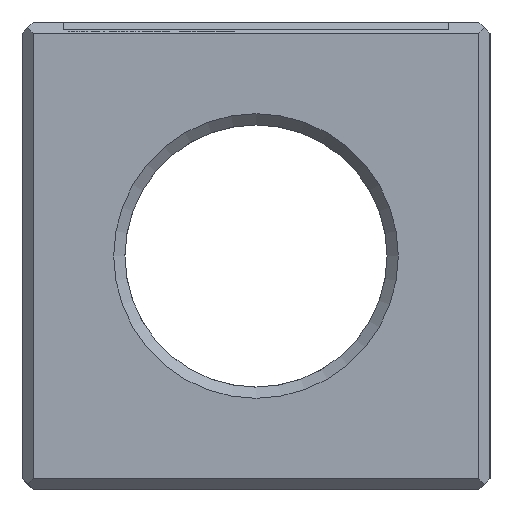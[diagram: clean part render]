
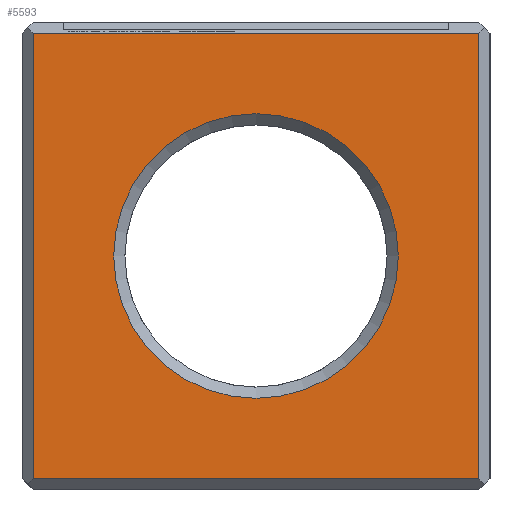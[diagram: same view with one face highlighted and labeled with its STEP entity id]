
A CAD part, left-side view. The second image highlights one B-rep face of the part: STEP entity #5593.
In plain terms, the highlighted planar face has unit normal (-1, 0, 0).
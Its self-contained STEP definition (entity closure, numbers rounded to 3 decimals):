
#72 = PLANE('',#73);
#73 = AXIS2_PLACEMENT_3D('',#74,#75,#76);
#74 = CARTESIAN_POINT('',(0.,0.,0.3));
#75 = DIRECTION('',(-0.707,0.,-0.707)
  );
#76 = DIRECTION('',(0.707,0.,-0.707));
#1202 = PLANE('',#1203);
#1203 = AXIS2_PLACEMENT_3D('',#1204,#1205,#1206);
#1204 = CARTESIAN_POINT('',(0.3,12.5,0.));
#1205 = DIRECTION('',(0.707,-0.707,0.));
#1206 = DIRECTION('',(-0.707,-0.707,0.));
#1433 = PLANE('',#1434);
#1434 = AXIS2_PLACEMENT_3D('',#1435,#1436,#1437);
#1435 = CARTESIAN_POINT('',(0.3,0.,0.));
#1436 = DIRECTION('',(-0.707,-0.707,0.));
#1437 = DIRECTION('',(-0.707,0.707,0.));
#1501 = VERTEX_POINT('',#1502);
#1502 = CARTESIAN_POINT('',(0.,0.3,0.3));
#1523 = EDGE_CURVE('',#1501,#1524,#1526,.T.);
#1524 = VERTEX_POINT('',#1525);
#1525 = CARTESIAN_POINT('',(0.,12.2,0.3));
#1526 = SURFACE_CURVE('',#1527,(#1531,#1538),.PCURVE_S1.);
#1527 = LINE('',#1528,#1529);
#1528 = CARTESIAN_POINT('',(0.,0.,0.3));
#1529 = VECTOR('',#1530,1.);
#1530 = DIRECTION('',(0.,1.,0.));
#1531 = PCURVE('',#72,#1532);
#1532 = DEFINITIONAL_REPRESENTATION('',(#1533),#1537);
#1533 = LINE('',#1534,#1535);
#1534 = CARTESIAN_POINT('',(0.,0.));
#1535 = VECTOR('',#1536,1.);
#1536 = DIRECTION('',(0.,-1.));
#1537 = ( GEOMETRIC_REPRESENTATION_CONTEXT(2) 
PARAMETRIC_REPRESENTATION_CONTEXT() REPRESENTATION_CONTEXT('2D SPACE',''
  ) );
#1538 = PCURVE('',#1539,#1544);
#1539 = PLANE('',#1540);
#1540 = AXIS2_PLACEMENT_3D('',#1541,#1542,#1543);
#1541 = CARTESIAN_POINT('',(0.,12.5,0.));
#1542 = DIRECTION('',(1.,0.,0.));
#1543 = DIRECTION('',(0.,-1.,0.));
#1544 = DEFINITIONAL_REPRESENTATION('',(#1545),#1549);
#1545 = LINE('',#1546,#1547);
#1546 = CARTESIAN_POINT('',(12.5,-0.3));
#1547 = VECTOR('',#1548,1.);
#1548 = DIRECTION('',(-1.,0.));
#1549 = ( GEOMETRIC_REPRESENTATION_CONTEXT(2) 
PARAMETRIC_REPRESENTATION_CONTEXT() REPRESENTATION_CONTEXT('2D SPACE',''
  ) );
#4250 = VERTEX_POINT('',#4251);
#4251 = CARTESIAN_POINT('',(0.,12.2,12.2));
#4265 = PLANE('',#4266);
#4266 = AXIS2_PLACEMENT_3D('',#4267,#4268,#4269);
#4267 = CARTESIAN_POINT('',(0.3,0.,12.5));
#4268 = DIRECTION('',(-0.707,0.,0.707
    ));
#4269 = DIRECTION('',(-0.707,0.,-0.707
    ));
#4277 = EDGE_CURVE('',#1524,#4250,#4278,.T.);
#4278 = SURFACE_CURVE('',#4279,(#4283,#4290),.PCURVE_S1.);
#4279 = LINE('',#4280,#4281);
#4280 = CARTESIAN_POINT('',(0.,12.2,0.));
#4281 = VECTOR('',#4282,1.);
#4282 = DIRECTION('',(0.,0.,1.));
#4283 = PCURVE('',#1202,#4284);
#4284 = DEFINITIONAL_REPRESENTATION('',(#4285),#4289);
#4285 = LINE('',#4286,#4287);
#4286 = CARTESIAN_POINT('',(0.424,0.));
#4287 = VECTOR('',#4288,1.);
#4288 = DIRECTION('',(0.,-1.));
#4289 = ( GEOMETRIC_REPRESENTATION_CONTEXT(2) 
PARAMETRIC_REPRESENTATION_CONTEXT() REPRESENTATION_CONTEXT('2D SPACE',''
  ) );
#4290 = PCURVE('',#1539,#4291);
#4291 = DEFINITIONAL_REPRESENTATION('',(#4292),#4296);
#4292 = LINE('',#4293,#4294);
#4293 = CARTESIAN_POINT('',(0.3,0.));
#4294 = VECTOR('',#4295,1.);
#4295 = DIRECTION('',(0.,-1.));
#4296 = ( GEOMETRIC_REPRESENTATION_CONTEXT(2) 
PARAMETRIC_REPRESENTATION_CONTEXT() REPRESENTATION_CONTEXT('2D SPACE',''
  ) );
#5550 = VERTEX_POINT('',#5551);
#5551 = CARTESIAN_POINT('',(0.,0.3,12.2));
#5572 = EDGE_CURVE('',#1501,#5550,#5573,.T.);
#5573 = SURFACE_CURVE('',#5574,(#5578,#5585),.PCURVE_S1.);
#5574 = LINE('',#5575,#5576);
#5575 = CARTESIAN_POINT('',(0.,0.3,0.));
#5576 = VECTOR('',#5577,1.);
#5577 = DIRECTION('',(0.,0.,1.));
#5578 = PCURVE('',#1433,#5579);
#5579 = DEFINITIONAL_REPRESENTATION('',(#5580),#5584);
#5580 = LINE('',#5581,#5582);
#5581 = CARTESIAN_POINT('',(0.424,0.));
#5582 = VECTOR('',#5583,1.);
#5583 = DIRECTION('',(0.,-1.));
#5584 = ( GEOMETRIC_REPRESENTATION_CONTEXT(2) 
PARAMETRIC_REPRESENTATION_CONTEXT() REPRESENTATION_CONTEXT('2D SPACE',''
  ) );
#5585 = PCURVE('',#1539,#5586);
#5586 = DEFINITIONAL_REPRESENTATION('',(#5587),#5591);
#5587 = LINE('',#5588,#5589);
#5588 = CARTESIAN_POINT('',(12.2,0.));
#5589 = VECTOR('',#5590,1.);
#5590 = DIRECTION('',(0.,-1.));
#5591 = ( GEOMETRIC_REPRESENTATION_CONTEXT(2) 
PARAMETRIC_REPRESENTATION_CONTEXT() REPRESENTATION_CONTEXT('2D SPACE',''
  ) );
#5593 = ADVANCED_FACE('',(#5594,#5620),#1539,.F.);
#5594 = FACE_BOUND('',#5595,.F.);
#5595 = EDGE_LOOP('',(#5596,#5597,#5598,#5599));
#5596 = ORIENTED_EDGE('',*,*,#5572,.F.);
#5597 = ORIENTED_EDGE('',*,*,#1523,.T.);
#5598 = ORIENTED_EDGE('',*,*,#4277,.T.);
#5599 = ORIENTED_EDGE('',*,*,#5600,.F.);
#5600 = EDGE_CURVE('',#5550,#4250,#5601,.T.);
#5601 = SURFACE_CURVE('',#5602,(#5606,#5613),.PCURVE_S1.);
#5602 = LINE('',#5603,#5604);
#5603 = CARTESIAN_POINT('',(0.,0.,12.2));
#5604 = VECTOR('',#5605,1.);
#5605 = DIRECTION('',(0.,1.,0.));
#5606 = PCURVE('',#1539,#5607);
#5607 = DEFINITIONAL_REPRESENTATION('',(#5608),#5612);
#5608 = LINE('',#5609,#5610);
#5609 = CARTESIAN_POINT('',(12.5,-12.2));
#5610 = VECTOR('',#5611,1.);
#5611 = DIRECTION('',(-1.,0.));
#5612 = ( GEOMETRIC_REPRESENTATION_CONTEXT(2) 
PARAMETRIC_REPRESENTATION_CONTEXT() REPRESENTATION_CONTEXT('2D SPACE',''
  ) );
#5613 = PCURVE('',#4265,#5614);
#5614 = DEFINITIONAL_REPRESENTATION('',(#5615),#5619);
#5615 = LINE('',#5616,#5617);
#5616 = CARTESIAN_POINT('',(0.424,0.));
#5617 = VECTOR('',#5618,1.);
#5618 = DIRECTION('',(0.,-1.));
#5619 = ( GEOMETRIC_REPRESENTATION_CONTEXT(2) 
PARAMETRIC_REPRESENTATION_CONTEXT() REPRESENTATION_CONTEXT('2D SPACE',''
  ) );
#5620 = FACE_BOUND('',#5621,.F.);
#5621 = EDGE_LOOP('',(#5622));
#5622 = ORIENTED_EDGE('',*,*,#5623,.T.);
#5623 = EDGE_CURVE('',#5624,#5624,#5626,.T.);
#5624 = VERTEX_POINT('',#5625);
#5625 = CARTESIAN_POINT('',(0.,2.45,6.25));
#5626 = SURFACE_CURVE('',#5627,(#5632,#5643),.PCURVE_S1.);
#5627 = CIRCLE('',#5628,3.8);
#5628 = AXIS2_PLACEMENT_3D('',#5629,#5630,#5631);
#5629 = CARTESIAN_POINT('',(0.,6.25,6.25));
#5630 = DIRECTION('',(-1.,0.,0.));
#5631 = DIRECTION('',(0.,-1.,0.));
#5632 = PCURVE('',#1539,#5633);
#5633 = DEFINITIONAL_REPRESENTATION('',(#5634),#5642);
#5634 = ( BOUNDED_CURVE() B_SPLINE_CURVE(2,(#5635,#5636,#5637,#5638,
#5639,#5640,#5641),.UNSPECIFIED.,.T.,.F.) B_SPLINE_CURVE_WITH_KNOTS((1,2
    ,2,2,2,1),(-2.094,0.,2.094,4.189,
6.283,8.378),.UNSPECIFIED.) CURVE() 
GEOMETRIC_REPRESENTATION_ITEM() RATIONAL_B_SPLINE_CURVE((1.,0.5,1.,0.5,
1.,0.5,1.)) REPRESENTATION_ITEM('') );
#5635 = CARTESIAN_POINT('',(10.05,-6.25));
#5636 = CARTESIAN_POINT('',(10.05,-12.832));
#5637 = CARTESIAN_POINT('',(4.35,-9.541));
#5638 = CARTESIAN_POINT('',(-1.35,-6.25));
#5639 = CARTESIAN_POINT('',(4.35,-2.959));
#5640 = CARTESIAN_POINT('',(10.05,0.332));
#5641 = CARTESIAN_POINT('',(10.05,-6.25));
#5642 = ( GEOMETRIC_REPRESENTATION_CONTEXT(2) 
PARAMETRIC_REPRESENTATION_CONTEXT() REPRESENTATION_CONTEXT('2D SPACE',''
  ) );
#5643 = PCURVE('',#5644,#5649);
#5644 = CONICAL_SURFACE('',#5645,3.5,0.785);
#5645 = AXIS2_PLACEMENT_3D('',#5646,#5647,#5648);
#5646 = CARTESIAN_POINT('',(0.3,6.25,6.25));
#5647 = DIRECTION('',(-1.,-0.,-0.));
#5648 = DIRECTION('',(0.,-1.,0.));
#5649 = DEFINITIONAL_REPRESENTATION('',(#5650),#5654);
#5650 = LINE('',#5651,#5652);
#5651 = CARTESIAN_POINT('',(0.,0.3));
#5652 = VECTOR('',#5653,1.);
#5653 = DIRECTION('',(1.,0.));
#5654 = ( GEOMETRIC_REPRESENTATION_CONTEXT(2) 
PARAMETRIC_REPRESENTATION_CONTEXT() REPRESENTATION_CONTEXT('2D SPACE',''
  ) );
